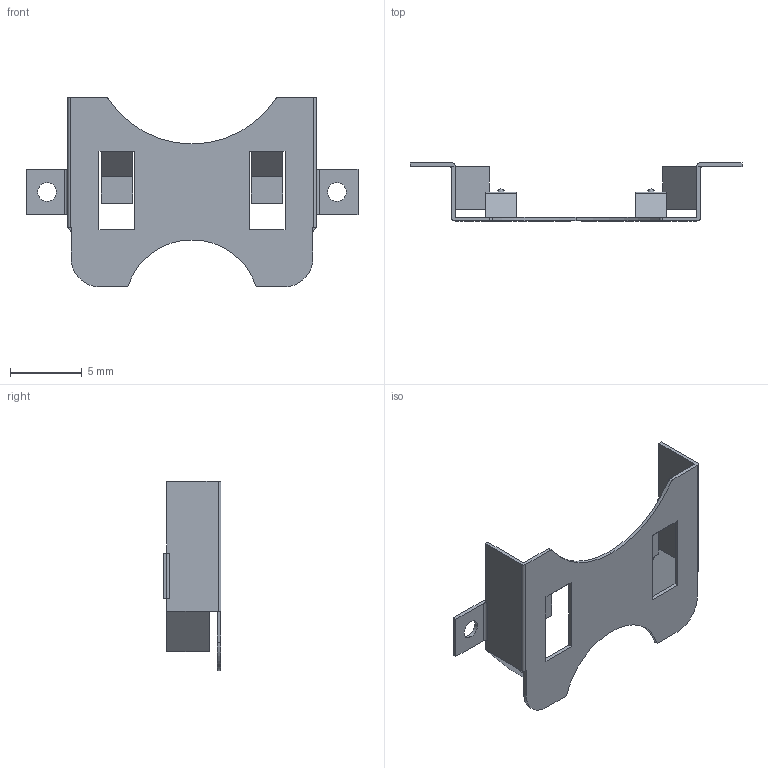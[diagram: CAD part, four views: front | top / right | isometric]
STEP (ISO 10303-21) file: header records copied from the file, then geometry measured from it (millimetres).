
FILE_DESCRIPTION (( 'STEP AP214' ), '1' );
FILE_NAME ('SMTM1632.STEP', '2024-02-08T19:19:54', ( '' ), ( '' ), 'SwSTEP 2.0', 'SolidWorks 2022', '' );
FILE_SCHEMA (( 'AUTOMOTIVE_DESIGN' ));
Length unit declared in the file: millimetre
Products named in the file (1): SMTM1632
Bounding box: 23.2 x 4.05 x 13.25 mm (x, y, z)
Volume: 67.3 mm3; surface area: 584.9 mm2
Topology: 1 solids, 1 shells, 82 faces, 230 edges, 148 vertices
Faces by surface type: plane 60, cylinder 20, bspline 2
Entity records: 2686 total; most frequent: CARTESIAN_POINT 523, ORIENTED_EDGE 452, DIRECTION 424, EDGE_CURVE 226, LINE 182, VECTOR 182, VERTEX_POINT 148, AXIS2_PLACEMENT_3D 121
